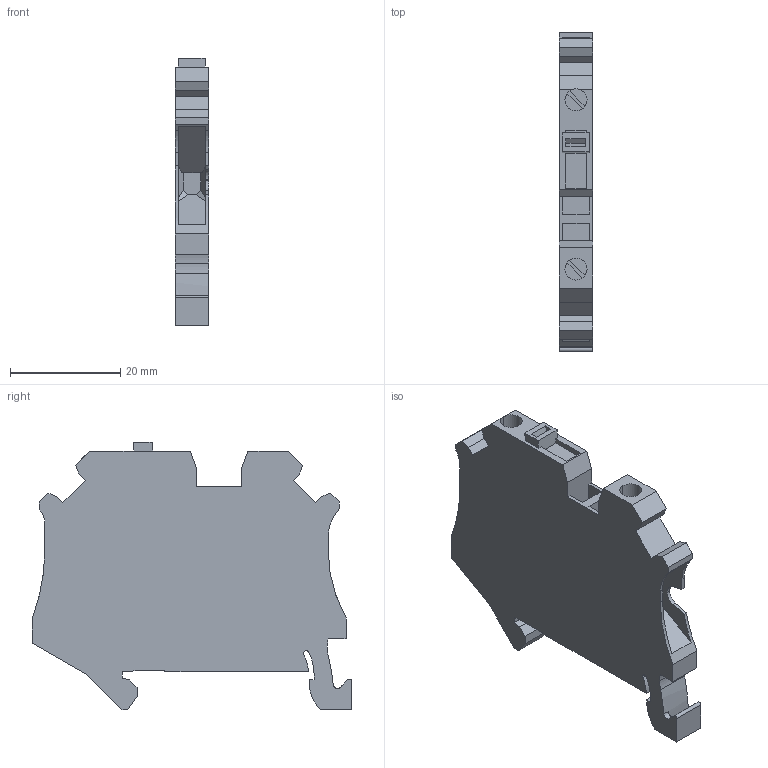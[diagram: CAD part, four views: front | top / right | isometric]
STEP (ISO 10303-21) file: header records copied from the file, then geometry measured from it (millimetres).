
FILE_DESCRIPTION(('STEP AP214'),'1');
FILE_NAME('cctmp_FCDF93EB-9BC6-4BF6-8E1D-B59A7D5DABC3_2023_07_24_09_23_39_0605..stp','2023-07-24T07:23:39',('SIEMENS A&D'),('CADClick - www.CADClick.com'),'Spatial InterOp 3D postprocessed',' ','unknown authorization');
FILE_SCHEMA(('AUTOMOTIVE_DESIGN'));
Length unit declared in the file: millimetre
Products named in the file (1): 2023_07_24_09_23_39_0599
Bounding box: 6.15 x 57.8 x 48.45 mm (x, y, z)
Volume: 10951.9 mm3; surface area: 6696.1 mm2
Topology: 1 solids, 1 shells, 157 faces, 448 edges, 296 vertices
Faces by surface type: plane 127, cylinder 30
Entity records: 5578 total; most frequent: CARTESIAN_POINT 902, ORIENTED_EDGE 896, DIRECTION 839, EDGE_CURVE 448, LINE 373, VECTOR 373, VERTEX_POINT 296, AXIS2_PLACEMENT_3D 233
